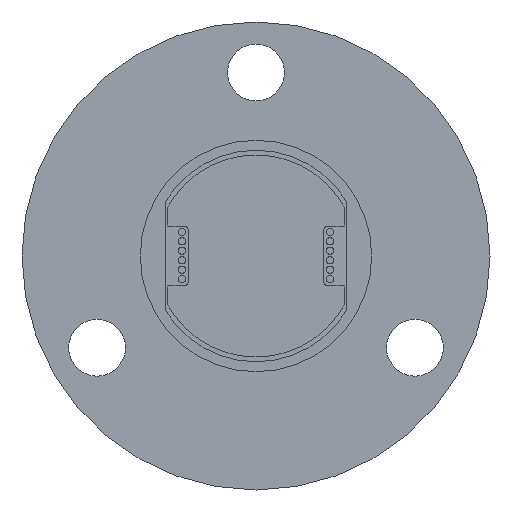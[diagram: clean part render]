
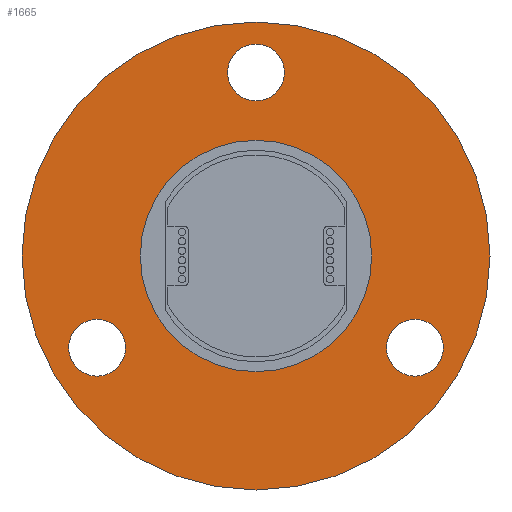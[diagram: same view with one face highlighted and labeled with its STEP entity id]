
A CAD part, front view. The second image highlights one B-rep face of the part: STEP entity #1665.
In plain terms, the highlighted planar face has unit normal (0, -1, 0).
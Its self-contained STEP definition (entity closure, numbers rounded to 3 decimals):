
#237=CARTESIAN_POINT('',(0.,9.94,0.));
#238=DIRECTION('',(0.,-1.,0.));
#239=DIRECTION('',(1.,0.,0.));
#240=AXIS2_PLACEMENT_3D('',#237,#238,#239);
#298=CARTESIAN_POINT('',(0.,9.94,0.));
#299=DIRECTION('',(0.,1.,0.));
#300=DIRECTION('',(-1.,0.,0.));
#301=AXIS2_PLACEMENT_3D('',#298,#299,#300);
#303=CARTESIAN_POINT('',(0.,9.94,0.));
#304=DIRECTION('',(0.,1.,0.));
#305=DIRECTION('',(1.,0.,0.));
#306=AXIS2_PLACEMENT_3D('',#303,#304,#305);
#308=CARTESIAN_POINT('',(0.,9.94,17.45));
#309=DIRECTION('',(0.,-1.,0.));
#310=DIRECTION('',(-1.,0.,0.));
#311=AXIS2_PLACEMENT_3D('',#308,#309,#310);
#313=CARTESIAN_POINT('',(0.,9.94,17.45));
#314=DIRECTION('',(0.,-1.,0.));
#315=DIRECTION('',(1.,0.,0.));
#316=AXIS2_PLACEMENT_3D('',#313,#314,#315);
#318=CARTESIAN_POINT('',(-15.112,9.94,-8.725));
#319=DIRECTION('',(0.,-1.,0.));
#320=DIRECTION('',(-1.,0.,0.));
#321=AXIS2_PLACEMENT_3D('',#318,#319,#320);
#323=CARTESIAN_POINT('',(-15.112,9.94,-8.725));
#324=DIRECTION('',(0.,-1.,0.));
#325=DIRECTION('',(1.,0.,0.));
#326=AXIS2_PLACEMENT_3D('',#323,#324,#325);
#328=CARTESIAN_POINT('',(15.112,9.94,-8.725));
#329=DIRECTION('',(0.,-1.,0.));
#330=DIRECTION('',(-1.,0.,0.));
#331=AXIS2_PLACEMENT_3D('',#328,#329,#330);
#333=CARTESIAN_POINT('',(15.112,9.94,-8.725));
#334=DIRECTION('',(0.,-1.,0.));
#335=DIRECTION('',(1.,0.,0.));
#336=AXIS2_PLACEMENT_3D('',#333,#334,#335);
#367=CARTESIAN_POINT('',(0.,9.94,0.));
#368=DIRECTION('',(0.,-1.,0.));
#369=DIRECTION('',(-1.,0.,0.));
#370=AXIS2_PLACEMENT_3D('',#367,#368,#369);
#1300=CARTESIAN_POINT('',(-22.25,9.94,0.));
#1301=CARTESIAN_POINT('',(22.25,9.94,0.));
#1302=VERTEX_POINT('',#1300);
#1303=VERTEX_POINT('',#1301);
#1304=CARTESIAN_POINT('',(-2.7,9.94,17.45));
#1305=CARTESIAN_POINT('',(2.7,9.94,17.45));
#1306=VERTEX_POINT('',#1304);
#1307=VERTEX_POINT('',#1305);
#1308=CARTESIAN_POINT('',(-17.812,9.94,-8.725));
#1309=CARTESIAN_POINT('',(-12.412,9.94,-8.725));
#1310=VERTEX_POINT('',#1308);
#1311=VERTEX_POINT('',#1309);
#1312=CARTESIAN_POINT('',(12.412,9.94,-8.725));
#1313=CARTESIAN_POINT('',(17.812,9.94,-8.725));
#1314=VERTEX_POINT('',#1312);
#1315=VERTEX_POINT('',#1313);
#1320=CARTESIAN_POINT('',(-11.,9.94,0.));
#1321=CARTESIAN_POINT('',(11.,9.94,0.));
#1322=VERTEX_POINT('',#1320);
#1323=VERTEX_POINT('',#1321);
#1633=CARTESIAN_POINT('',(0.,9.94,0.));
#1634=DIRECTION('',(0.,1.,0.));
#1635=DIRECTION('',(-1.,0.,0.));
#1636=AXIS2_PLACEMENT_3D('',#1633,#1634,#1635);
#1637=PLANE('',#1636);
#1638=ORIENTED_EDGE('',*,*,#1613,.T.);
#1639=ORIENTED_EDGE('',*,*,#1627,.T.);
#1640=EDGE_LOOP('',(#1638,#1639));
#1641=FACE_OUTER_BOUND('',#1640,.F.);
#1643=ORIENTED_EDGE('',*,*,#1642,.T.);
#1645=ORIENTED_EDGE('',*,*,#1644,.T.);
#1646=EDGE_LOOP('',(#1643,#1645));
#1647=FACE_BOUND('',#1646,.F.);
#1649=ORIENTED_EDGE('',*,*,#1648,.T.);
#1651=ORIENTED_EDGE('',*,*,#1650,.T.);
#1652=EDGE_LOOP('',(#1649,#1651));
#1653=FACE_BOUND('',#1652,.F.);
#1655=ORIENTED_EDGE('',*,*,#1654,.T.);
#1657=ORIENTED_EDGE('',*,*,#1656,.T.);
#1658=EDGE_LOOP('',(#1655,#1657));
#1659=FACE_BOUND('',#1658,.F.);
#1661=ORIENTED_EDGE('',*,*,#1660,.T.);
#1662=ORIENTED_EDGE('',*,*,#1560,.T.);
#1663=EDGE_LOOP('',(#1661,#1662));
#1664=FACE_BOUND('',#1663,.F.);
#1665=ADVANCED_FACE('',(#1641,#1647,#1653,#1659,#1664),#1637,.F.);
#241=CIRCLE('',#240,11.);
#302=CIRCLE('',#301,22.25);
#307=CIRCLE('',#306,22.25);
#312=CIRCLE('',#311,2.7);
#317=CIRCLE('',#316,2.7);
#322=CIRCLE('',#321,2.7);
#327=CIRCLE('',#326,2.7);
#332=CIRCLE('',#331,2.7);
#337=CIRCLE('',#336,2.7);
#371=CIRCLE('',#370,11.);
#1560=EDGE_CURVE('',#1323,#1322,#241,.T.);
#1613=EDGE_CURVE('',#1302,#1303,#302,.T.);
#1627=EDGE_CURVE('',#1303,#1302,#307,.T.);
#1642=EDGE_CURVE('',#1306,#1307,#312,.T.);
#1644=EDGE_CURVE('',#1307,#1306,#317,.T.);
#1648=EDGE_CURVE('',#1310,#1311,#322,.T.);
#1650=EDGE_CURVE('',#1311,#1310,#327,.T.);
#1654=EDGE_CURVE('',#1314,#1315,#332,.T.);
#1656=EDGE_CURVE('',#1315,#1314,#337,.T.);
#1660=EDGE_CURVE('',#1322,#1323,#371,.T.);
